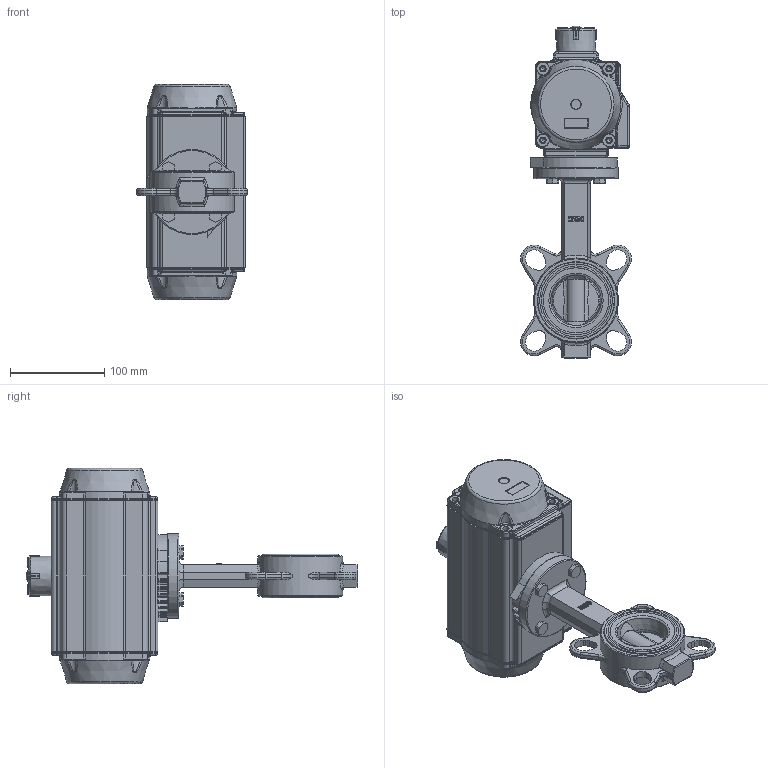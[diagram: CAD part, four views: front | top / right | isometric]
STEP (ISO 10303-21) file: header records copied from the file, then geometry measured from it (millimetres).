
FILE_DESCRIPTION(/* description */ ('Unknown'),/* implementation_level */ '2;1');
FILE_NAME(/* name */ 'PE04 5100_5110_5120-09',/* time_stamp */ '2025-04-02T10:49:55+02:00',/* author */ ('Unknown'),/* organization */ ('Unknown'),/* preprocessor_version */ 'ST-DEVELOPER v19.4',/* originating_system */ 'Solid Edge',/* authorisation */ 'Unknown');
FILE_SCHEMA (('AUTOMOTIVE_DESIGN {1 0 10303 214 3 1 1}'));
Products named in the file (21): PE04 5100_5110_5120-09; Raster DN40- DN150; WAFER-DN50; DN50概极; seat; disc; shaft1; shaft2; bushing1; ring; DIN933_M8x35; PD05_PE04; VTE85____; Optische Anzeige; ______; ________(___________; cup head nib bolts with large head gb_GB_FASTENER_BOLT_CHNBW M6X25-N; huosai85; zhou85; vt85-2016-06-25  _______MIR; vt85-2016-06-25
Assembly tree (28 placements, depth 4):
  PE04 5100_5110_5120-09
    Raster DN40- DN150
    WAFER-DN50
      DN50概极
      seat
      disc
      shaft1
      shaft2
      bushing1  x2
      ring
    DIN933_M8x35  x4
    PD05_PE04
      VTE85____
      Optische Anzeige
        ______
        ________(___________  x4
        cup head nib bolts with large head gb_GB_FASTENER_BOLT_CHNBW M6X25-N
      huosai85  x2
      zhou85
      vt85-2016-06-25  _______MIR
      vt85-2016-06-25
Bounding box: 117.37 x 351.81 x 228 mm (x, y, z)
Volume: 1555006.3 mm3; surface area: 454903.8 mm2
Topology: 25 solids, 25 shells, 3450 faces, 8627 edges, 5349 vertices
Faces by surface type: plane 992, cylinder 901, bspline 736, torus 573, cone 235, sphere 13
Full cylindrical faces by diameter (mm): 3 x16, 3.3 x8, 4 x2, 4.134 x8, 4.66 x1, 4.917 x13, 5 x2, 6 x1, 6.2 x1, 6.647 x6, 6.8 x8, 8 x5, 10 x5, 11.445 x2, 12 x2, 12.6 x5, 12.75 x1, 12.83 x2, 13 x10, 16.2 x1, 16.5 x1, 17.45 x4, 17.53 x2, 18.7 x1, 20 x7, 21.8 x2, 23 x13, 26 x1, 27 x1, 30.86 x1
Entity records: 107467 total; most frequent: CARTESIAN_POINT 47468, ORIENTED_EDGE 12968, DIRECTION 10997, EDGE_CURVE 6484, AXIS2_PLACEMENT_3D 4386, VERTEX_POINT 4228, FACE_BOUND 3298, EDGE_LOOP 3283
